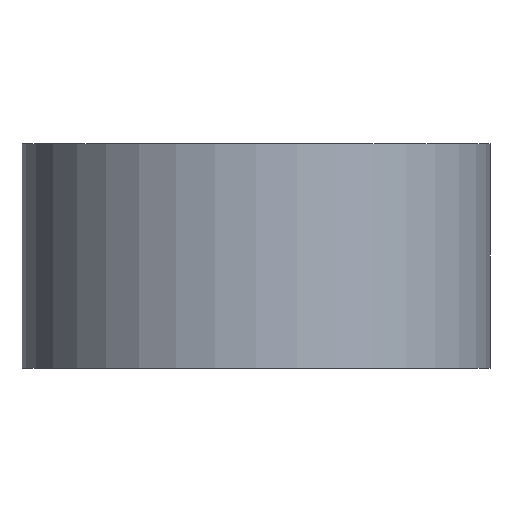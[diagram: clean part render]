
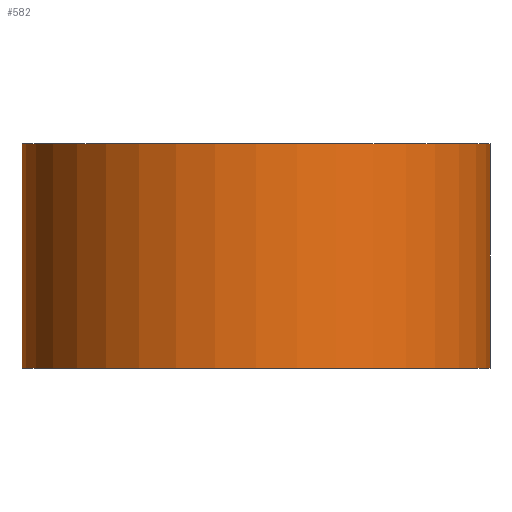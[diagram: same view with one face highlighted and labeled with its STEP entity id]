
A CAD part, front view. The second image highlights one B-rep face of the part: STEP entity #582.
In plain terms, the highlighted cylindrical face has radius 125 mm (diameter 250 mm), a partial arc.
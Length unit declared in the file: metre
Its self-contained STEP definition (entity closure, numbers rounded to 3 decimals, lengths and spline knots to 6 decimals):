
#582=ADVANCED_FACE('0:384',(#1299),#1300,.T.);
#1299=FACE_OUTER_BOUND('',#15611,.T.);
#1300=CYLINDRICAL_SURFACE('',#15612,0.125);
#15611=EDGE_LOOP('',(#17584,#17585,#17586,#17587));
#15612=AXIS2_PLACEMENT_3D('',#17588,#17589,#17590);
#17584=ORIENTED_EDGE('',*,*,#17884,.T.);
#17585=ORIENTED_EDGE('',*,*,#18422,.T.);
#17586=ORIENTED_EDGE('',*,*,#17886,.T.);
#17587=ORIENTED_EDGE('',*,*,#18020,.T.);
#17588=CARTESIAN_POINT('',(0.0,0.0,0.015));
#17589=DIRECTION('',(0.0,0.0,1.0));
#17590=DIRECTION('',(1.0,0.0,0.0));
#17884=EDGE_CURVE('',#18620,#18621,#18622,.T.);
#17886=EDGE_CURVE('',#18625,#18623,#18626,.T.);
#18020=EDGE_CURVE('0:2600',#18623,#18620,#18884,.T.);
#18422=EDGE_CURVE('0:1209',#18621,#18625,#19515,.T.);
#18620=VERTEX_POINT('',#19548);
#18621=VERTEX_POINT('',#19549);
#18622=LINE('',#19550,#19551);
#18623=VERTEX_POINT('',#19552);
#18625=VERTEX_POINT('',#19554);
#18626=LINE('',#19555,#19556);
#18884=CIRCLE('',#19977,0.125);
#19515=CIRCLE('',#21040,0.125);
#19548=CARTESIAN_POINT('',(0.125,0.0,-0.055));
#19549=CARTESIAN_POINT('',(0.125,0.0,0.065));
#19550=CARTESIAN_POINT('',(0.125,0.,0.015));
#19551=VECTOR('',#21095,1.0);
#19552=CARTESIAN_POINT('',(-0.125,0.,-0.055));
#19554=CARTESIAN_POINT('',(-0.125,0.,0.065));
#19555=CARTESIAN_POINT('',(-0.125,0.,0.015));
#19556=VECTOR('',#21099,1.0);
#19977=AXIS2_PLACEMENT_3D('',#21351,#21352,#21353);
#21040=AXIS2_PLACEMENT_3D('',#22045,#22046,#22047);
#21095=DIRECTION('',(0.0,0.0,1.0));
#21099=DIRECTION('',(-0.0,-0.0,-1.0));
#21351=CARTESIAN_POINT('',(0.0,0.0,-0.055));
#21352=DIRECTION('',(0.0,0.0,1.0));
#21353=DIRECTION('',(1.0,0.0,0.0));
#22045=CARTESIAN_POINT('',(0.0,0.0,0.065));
#22046=DIRECTION('',(0.0,0.0,-1.0));
#22047=DIRECTION('',(1.0,0.0,0.0));
